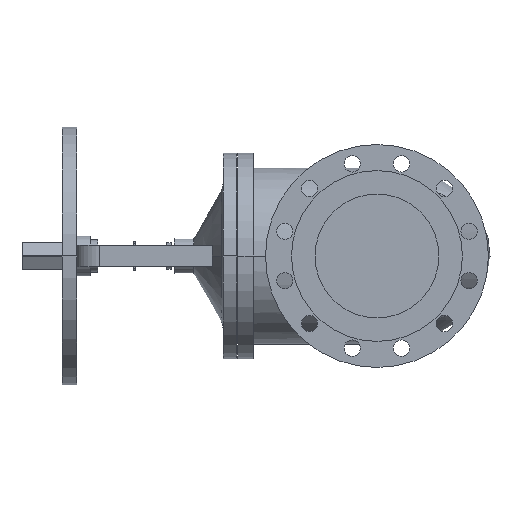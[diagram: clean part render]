
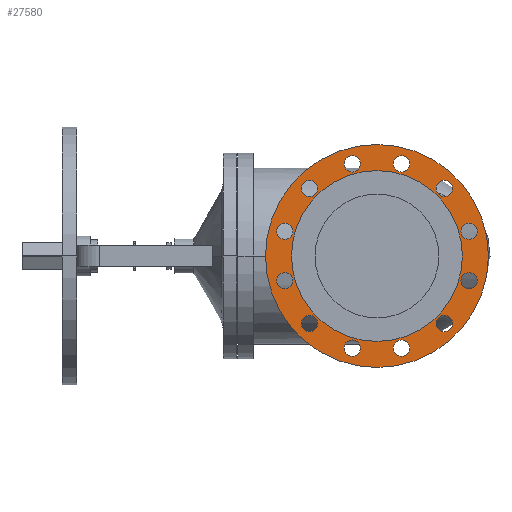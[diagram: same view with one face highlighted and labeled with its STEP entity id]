
A CAD part, left-side view. The second image highlights one B-rep face of the part: STEP entity #27580.
In plain terms, the highlighted planar face has unit normal (-1, 0, 0).
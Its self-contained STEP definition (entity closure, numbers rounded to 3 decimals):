
#13580=CARTESIAN_POINT('',(3.,0.,225.));
#13590=VERTEX_POINT('',#13580);
#13750=CARTESIAN_POINT('',(3.,0.,-225.));
#13760=VERTEX_POINT('',#13750);
#13790=CARTESIAN_POINT('',(3.,0.,0.));
#13800=DIRECTION('',(1.,0.,0.));
#13810=DIRECTION('',(0.,0.,-1.));
#13820=AXIS2_PLACEMENT_3D('',#13790,#13800,#13810);
#13830=CIRCLE('',#13820,225.);
#13840=EDGE_CURVE('',#13590,#13760,#13830,.T.);
#14070=CARTESIAN_POINT('',(3.,49.823,-169.441));
#14080=VERTEX_POINT('',#14070);
#14110=CARTESIAN_POINT('',(3.,49.823,-185.941));
#14120=DIRECTION('',(-1.,0.,0.));
#14130=DIRECTION('',(0.,0.,-1.));
#14140=AXIS2_PLACEMENT_3D('',#14110,#14120,#14130);
#14150=CIRCLE('',#14140,16.5);
#14160=CARTESIAN_POINT('',(3.,49.823,-202.441));
#14170=VERTEX_POINT('',#14160);
#14180=EDGE_CURVE('',#14170,#14080,#14150,.T.);
#14560=CARTESIAN_POINT('',(3.,-49.823,-202.441));
#14570=VERTEX_POINT('',#14560);
#14730=CARTESIAN_POINT('',(3.,-49.823,-169.441));
#14740=VERTEX_POINT('',#14730);
#14770=CARTESIAN_POINT('',(3.,-49.823,-185.941));
#14780=DIRECTION('',(-1.,0.,0.));
#14790=DIRECTION('',(0.,0.,-1.));
#14800=AXIS2_PLACEMENT_3D('',#14770,#14780,#14790);
#14810=CIRCLE('',#14800,16.5);
#14820=EDGE_CURVE('',#14570,#14740,#14810,.T.);
#15050=CARTESIAN_POINT('',(3.,136.118,-152.618));
#15060=VERTEX_POINT('',#15050);
#15220=CARTESIAN_POINT('',(3.,136.118,-119.618));
#15230=VERTEX_POINT('',#15220);
#15260=CARTESIAN_POINT('',(3.,136.118,-136.118));
#15270=DIRECTION('',(-1.,0.,0.));
#15280=DIRECTION('',(0.,0.,-1.));
#15290=AXIS2_PLACEMENT_3D('',#15260,#15270,#15280);
#15300=CIRCLE('',#15290,16.5);
#15310=EDGE_CURVE('',#15060,#15230,#15300,.T.);
#15540=CARTESIAN_POINT('',(3.,-136.118,-119.618));
#15550=VERTEX_POINT('',#15540);
#15710=CARTESIAN_POINT('',(3.,-136.118,-152.618));
#15720=VERTEX_POINT('',#15710);
#15750=CARTESIAN_POINT('',(3.,-136.118,-136.118));
#15760=DIRECTION('',(-1.,0.,0.));
#15770=DIRECTION('',(0.,0.,-1.));
#15780=AXIS2_PLACEMENT_3D('',#15750,#15760,#15770);
#15790=CIRCLE('',#15780,16.5);
#15800=EDGE_CURVE('',#15550,#15720,#15790,.T.);
#16030=CARTESIAN_POINT('',(3.,185.941,-33.323));
#16040=VERTEX_POINT('',#16030);
#16070=CARTESIAN_POINT('',(3.,185.941,-49.823));
#16080=DIRECTION('',(-1.,0.,0.));
#16090=DIRECTION('',(0.,0.,-1.));
#16100=AXIS2_PLACEMENT_3D('',#16070,#16080,#16090);
#16110=CIRCLE('',#16100,16.5);
#16120=CARTESIAN_POINT('',(3.,185.941,-66.323));
#16130=VERTEX_POINT('',#16120);
#16140=EDGE_CURVE('',#16130,#16040,#16110,.T.);
#16520=CARTESIAN_POINT('',(3.,-185.941,-66.323));
#16530=VERTEX_POINT('',#16520);
#16690=CARTESIAN_POINT('',(3.,-185.941,-33.323));
#16700=VERTEX_POINT('',#16690);
#16730=CARTESIAN_POINT('',(3.,-185.941,-49.823));
#16740=DIRECTION('',(-1.,0.,0.));
#16750=DIRECTION('',(0.,0.,-1.));
#16760=AXIS2_PLACEMENT_3D('',#16730,#16740,#16750);
#16770=CIRCLE('',#16760,16.5);
#16780=EDGE_CURVE('',#16530,#16700,#16770,.T.);
#17010=CARTESIAN_POINT('',(3.,185.941,66.323));
#17020=VERTEX_POINT('',#17010);
#17180=CARTESIAN_POINT('',(3.,185.941,33.323));
#17190=VERTEX_POINT('',#17180);
#17220=CARTESIAN_POINT('',(3.,185.941,49.823));
#17230=DIRECTION('',(-1.,0.,0.));
#17240=DIRECTION('',(0.,0.,-1.));
#17250=AXIS2_PLACEMENT_3D('',#17220,#17230,#17240);
#17260=CIRCLE('',#17250,16.5);
#17270=EDGE_CURVE('',#17020,#17190,#17260,.T.);
#17500=CARTESIAN_POINT('',(3.,-185.941,33.323));
#17510=VERTEX_POINT('',#17500);
#17670=CARTESIAN_POINT('',(3.,-185.941,66.323));
#17680=VERTEX_POINT('',#17670);
#17710=CARTESIAN_POINT('',(3.,-185.941,49.823));
#17720=DIRECTION('',(-1.,0.,0.));
#17730=DIRECTION('',(0.,0.,-1.));
#17740=AXIS2_PLACEMENT_3D('',#17710,#17720,#17730);
#17750=CIRCLE('',#17740,16.5);
#17760=EDGE_CURVE('',#17510,#17680,#17750,.T.);
#17990=CARTESIAN_POINT('',(3.,136.118,152.618));
#18000=VERTEX_POINT('',#17990);
#18160=CARTESIAN_POINT('',(3.,136.118,119.618));
#18170=VERTEX_POINT('',#18160);
#18200=CARTESIAN_POINT('',(3.,136.118,136.118));
#18210=DIRECTION('',(-1.,0.,0.));
#18220=DIRECTION('',(0.,0.,-1.));
#18230=AXIS2_PLACEMENT_3D('',#18200,#18210,#18220);
#18240=CIRCLE('',#18230,16.5);
#18250=EDGE_CURVE('',#18000,#18170,#18240,.T.);
#18480=CARTESIAN_POINT('',(3.,-136.118,152.618));
#18490=VERTEX_POINT('',#18480);
#18520=CARTESIAN_POINT('',(3.,-136.118,136.118));
#18530=DIRECTION('',(-1.,0.,0.));
#18540=DIRECTION('',(0.,0.,-1.));
#18550=AXIS2_PLACEMENT_3D('',#18520,#18530,#18540);
#18560=CIRCLE('',#18550,16.5);
#18570=CARTESIAN_POINT('',(3.,-136.118,119.618));
#18580=VERTEX_POINT('',#18570);
#18590=EDGE_CURVE('',#18580,#18490,#18560,.T.);
#18970=CARTESIAN_POINT('',(3.,49.823,169.441));
#18980=VERTEX_POINT('',#18970);
#19010=CARTESIAN_POINT('',(3.,49.823,185.941));
#19020=DIRECTION('',(-1.,0.,0.));
#19030=DIRECTION('',(0.,0.,-1.));
#19040=AXIS2_PLACEMENT_3D('',#19010,#19020,#19030);
#19050=CIRCLE('',#19040,16.5);
#19060=CARTESIAN_POINT('',(3.,49.823,202.441));
#19070=VERTEX_POINT('',#19060);
#19080=EDGE_CURVE('',#19070,#18980,#19050,.T.);
#19460=CARTESIAN_POINT('',(3.,-49.823,169.441));
#19470=VERTEX_POINT('',#19460);
#19630=CARTESIAN_POINT('',(3.,-49.823,202.441));
#19640=VERTEX_POINT('',#19630);
#19670=CARTESIAN_POINT('',(3.,-49.823,185.941));
#19680=DIRECTION('',(-1.,0.,0.));
#19690=DIRECTION('',(0.,0.,-1.));
#19700=AXIS2_PLACEMENT_3D('',#19670,#19680,#19690);
#19710=CIRCLE('',#19700,16.5);
#19720=EDGE_CURVE('',#19470,#19640,#19710,.T.);
#19950=CARTESIAN_POINT('',(3.,-172.5,0.));
#19960=VERTEX_POINT('',#19950);
#20120=CARTESIAN_POINT('',(3.,172.5,0.));
#20130=VERTEX_POINT('',#20120);
#20160=CARTESIAN_POINT('',(3.,0.,0.));
#20170=DIRECTION('',(-1.,0.,0.));
#20180=DIRECTION('',(0.,1.,0.));
#20190=AXIS2_PLACEMENT_3D('',#20160,#20170,#20180);
#20200=CIRCLE('',#20190,172.5);
#20210=EDGE_CURVE('',#19960,#20130,#20200,.T.);
#26830=CARTESIAN_POINT('',(3.,198.75,0.));
#26840=DIRECTION('',(1.,0.,0.));
#26850=DIRECTION('',(0.,-1.,0.));
#26860=AXIS2_PLACEMENT_3D('',#26830,#26840,#26850);
#26870=PLANE('',#26860);
#26880=EDGE_CURVE('',#20130,#19960,#20200,.T.);
#26890=ORIENTED_EDGE('',*,*,#26880,.F.);
#26900=ORIENTED_EDGE('',*,*,#20210,.F.);
#26910=EDGE_LOOP('',(#26900,#26890));
#26920=FACE_BOUND('',#26910,.T.);
#26930=EDGE_CURVE('',#13760,#13590,#13830,.T.);
#26940=ORIENTED_EDGE('',*,*,#26930,.F.);
#26950=ORIENTED_EDGE('',*,*,#13840,.F.);
#26960=EDGE_LOOP('',(#26950,#26940));
#26970=FACE_OUTER_BOUND('',#26960,.T.);
#26980=ORIENTED_EDGE('',*,*,#14180,.F.);
#26990=EDGE_CURVE('',#14080,#14170,#14150,.T.);
#27000=ORIENTED_EDGE('',*,*,#26990,.F.);
#27010=EDGE_LOOP('',(#27000,#26980));
#27020=FACE_BOUND('',#27010,.T.);
#27030=EDGE_CURVE('',#14740,#14570,#14810,.T.);
#27040=ORIENTED_EDGE('',*,*,#27030,.F.);
#27050=ORIENTED_EDGE('',*,*,#14820,.F.);
#27060=EDGE_LOOP('',(#27050,#27040));
#27070=FACE_BOUND('',#27060,.T.);
#27080=EDGE_CURVE('',#15230,#15060,#15300,.T.);
#27090=ORIENTED_EDGE('',*,*,#27080,.F.);
#27100=ORIENTED_EDGE('',*,*,#15310,.F.);
#27110=EDGE_LOOP('',(#27100,#27090));
#27120=FACE_BOUND('',#27110,.T.);
#27130=EDGE_CURVE('',#15720,#15550,#15790,.T.);
#27140=ORIENTED_EDGE('',*,*,#27130,.F.);
#27150=ORIENTED_EDGE('',*,*,#15800,.F.);
#27160=EDGE_LOOP('',(#27150,#27140));
#27170=FACE_BOUND('',#27160,.T.);
#27180=ORIENTED_EDGE('',*,*,#16140,.F.);
#27190=EDGE_CURVE('',#16040,#16130,#16110,.T.);
#27200=ORIENTED_EDGE('',*,*,#27190,.F.);
#27210=EDGE_LOOP('',(#27200,#27180));
#27220=FACE_BOUND('',#27210,.T.);
#27230=EDGE_CURVE('',#16700,#16530,#16770,.T.);
#27240=ORIENTED_EDGE('',*,*,#27230,.F.);
#27250=ORIENTED_EDGE('',*,*,#16780,.F.);
#27260=EDGE_LOOP('',(#27250,#27240));
#27270=FACE_BOUND('',#27260,.T.);
#27280=EDGE_CURVE('',#17190,#17020,#17260,.T.);
#27290=ORIENTED_EDGE('',*,*,#27280,.F.);
#27300=ORIENTED_EDGE('',*,*,#17270,.F.);
#27310=EDGE_LOOP('',(#27300,#27290));
#27320=FACE_BOUND('',#27310,.T.);
#27330=EDGE_CURVE('',#17680,#17510,#17750,.T.);
#27340=ORIENTED_EDGE('',*,*,#27330,.F.);
#27350=ORIENTED_EDGE('',*,*,#17760,.F.);
#27360=EDGE_LOOP('',(#27350,#27340));
#27370=FACE_BOUND('',#27360,.T.);
#27380=EDGE_CURVE('',#18170,#18000,#18240,.T.);
#27390=ORIENTED_EDGE('',*,*,#27380,.F.);
#27400=ORIENTED_EDGE('',*,*,#18250,.F.);
#27410=EDGE_LOOP('',(#27400,#27390));
#27420=FACE_BOUND('',#27410,.T.);
#27430=ORIENTED_EDGE('',*,*,#18590,.F.);
#27440=EDGE_CURVE('',#18490,#18580,#18560,.T.);
#27450=ORIENTED_EDGE('',*,*,#27440,.F.);
#27460=EDGE_LOOP('',(#27450,#27430));
#27470=FACE_BOUND('',#27460,.T.);
#27480=ORIENTED_EDGE('',*,*,#19080,.F.);
#27490=EDGE_CURVE('',#18980,#19070,#19050,.T.);
#27500=ORIENTED_EDGE('',*,*,#27490,.F.);
#27510=EDGE_LOOP('',(#27500,#27480));
#27520=FACE_BOUND('',#27510,.T.);
#27530=EDGE_CURVE('',#19640,#19470,#19710,.T.);
#27540=ORIENTED_EDGE('',*,*,#27530,.F.);
#27550=ORIENTED_EDGE('',*,*,#19720,.F.);
#27560=EDGE_LOOP('',(#27550,#27540));
#27570=FACE_BOUND('',#27560,.T.);
#27580=ADVANCED_FACE('',(#26920,#26970,#27020,#27070,#27120,#27170,
#27220,#27270,#27320,#27370,#27420,#27470,#27520,#27570),#26870,.F.);
